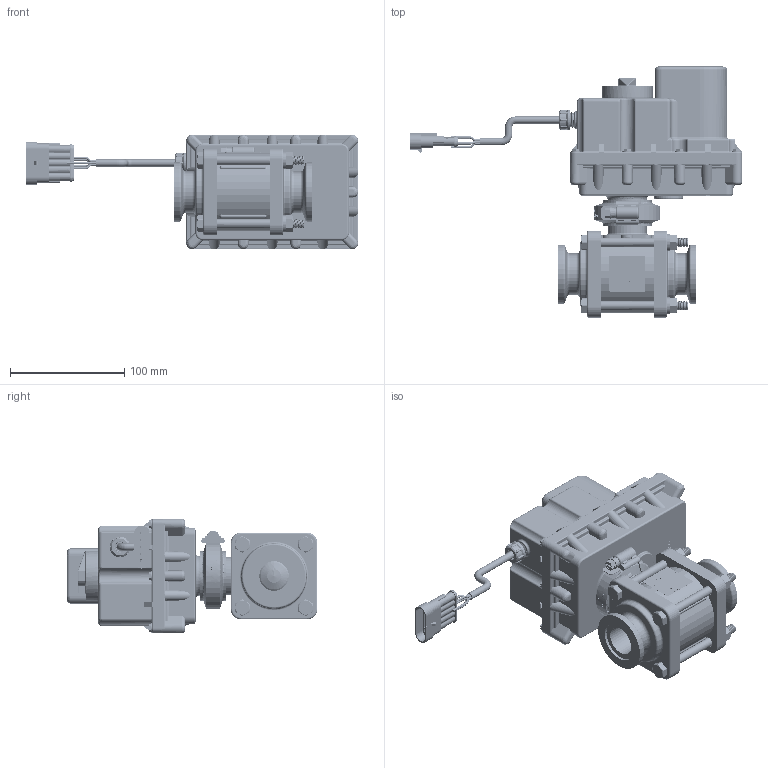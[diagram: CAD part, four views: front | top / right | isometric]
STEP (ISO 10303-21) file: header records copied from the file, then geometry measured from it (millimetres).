
FILE_DESCRIPTION(/* description */ ('1” MNFLD EV,12VDC, ¾ sec per ¼ turn, 5W , O/C VERIFY, NO ELECTRONICS'),/* implementation_level */ '2;1');
FILE_NAME(/* name */ 'MEV100CF9.stp',/* time_stamp */ '2019-10-01T09:01:28-04:00',/* author */ ('jhill4'),/* organization */ (''),/* preprocessor_version */ 'ST-DEVELOPER v17',/* originating_system */ 'Autodesk Inventor 2019',/* authorisation */ '');
FILE_SCHEMA (('AUTOMOTIVE_DESIGN { 1 0 10303 214 3 1 1 }'));
Products named in the file (49): MEV100CF9; MEV100XR1; MEV10254A; MEV10254AX; VE10155SSH; MEV10151; MEV10151SS; FP26041E; FP26041; UV15163; VE10278A; V10278X; VE10264E; V10117; V10118; V10119; VE10258A; VL1007; MVE004; EV3309; MEV10101B; MEV10102D; MEV10102DX; VEL1004; VEL1005; VE49849; VE4984X; VE4984X_1; CAM; VE129; Switch; Wire_5; switchbracket; Screw; VE15220; MVE105; VE107B; VE107B_1; F10E; VE109E ...
Assembly tree (82 placements, depth 5):
  MEV100CF9
    MEV100XR1
      MEV10254A
        MEV10254AX
      VE10155SSH
      MEV10151
        MEV10151SS
        FP26041E  x2
        FP26041  x2
        UV15163
      VE10278A  x2
        V10278X
      VE10264E  x2
      V10117  x4
      V10118  x4
      V10119  x4
      VE10258A  x2
      VL1007
    MVE004
    EV3309
      MEV10101B
      MEV10102D
        MEV10102DX
        VEL1004
        VEL1005
      VE49849
        VE4984X
          VE4984X_1
          CAM  x2
        VE129
          Switch  x2
          Wire_5
          switchbracket
          Screw  x2
      VE15220  x10
      MVE105
      VE107B
        VE107B_1
      F10E
      VE109E
      A162
      MVE007
      MVE002
      A161
      VL1009
      VE033
      VE026  x5
      VE027  x5
    FC100
Bounding box: 291.21 x 220.15 x 100.33 mm (x, y, z)
Volume: 906561.8 mm3; surface area: 392453.6 mm2
Topology: 73 solids, 73 shells, 8462 faces, 22445 edges, 14555 vertices
Faces by surface type: plane 3697, cylinder 1868, bspline 1417, cone 788, torus 615, sphere 77
Full cylindrical faces by diameter (mm): 1.4 x5, 2.032 x15, 2.54 x2, 2.616 x20, 2.794 x10, 3.048 x6, 3.302 x4, 3.4 x10, 3.505 x120, 3.81 x6, 3.9 x5, 4.064 x11, 4.318 x2, 4.4 x10, 4.47 x6, 5.5 x5, 5.9 x5, 6.35 x3, 7.62 x1, 8.026 x4, 8.255 x2, 8.331 x10, 8.839 x1, 8.89 x8, 9.525 x3, 9.55 x2, 9.601 x1, 9.652 x1, 10.16 x1, 11.176 x1
Entity records: 253129 total; most frequent: CARTESIAN_POINT 98547, ORIENTED_EDGE 33896, DIRECTION 28166, EDGE_CURVE 16948, VERTEX_POINT 11051, LINE 9778, VECTOR 9778, AXIS2_PLACEMENT_3D 9194
